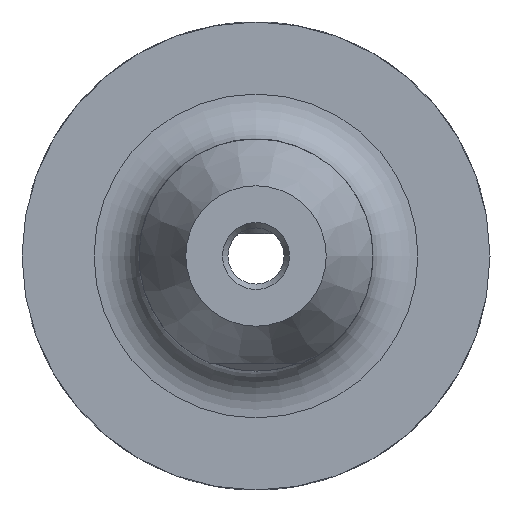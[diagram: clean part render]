
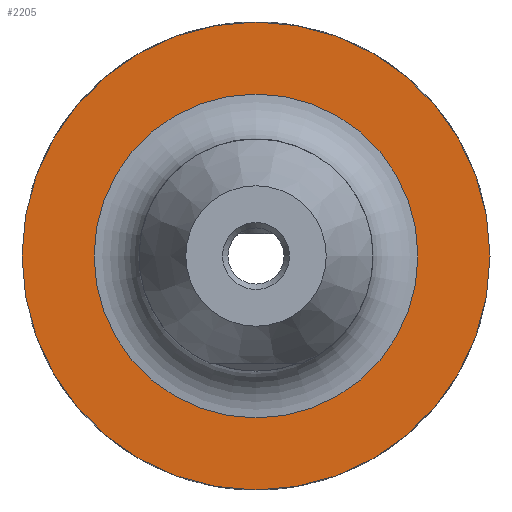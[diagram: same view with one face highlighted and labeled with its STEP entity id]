
A CAD part, left-side view. The second image highlights one B-rep face of the part: STEP entity #2205.
In plain terms, the highlighted planar face has unit normal (-1, 0, 0).
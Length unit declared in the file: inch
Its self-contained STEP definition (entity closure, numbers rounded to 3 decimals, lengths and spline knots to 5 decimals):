
#85=FACE_BOUND('',#385,.T.);
#142=PLANE('',#2440);
#257=FACE_OUTER_BOUND('',#384,.T.);
#384=EDGE_LOOP('',(#1889,#1890));
#385=EDGE_LOOP('',(#1891,#1892));
#774=CIRCLE('',#2438,0.6811);
#775=CIRCLE('',#2439,0.6811);
#776=CIRCLE('',#2441,0.98425);
#777=CIRCLE('',#2442,0.98425);
#993=VERTEX_POINT('',#5014);
#994=VERTEX_POINT('',#5016);
#995=VERTEX_POINT('',#5020);
#996=VERTEX_POINT('',#5021);
#1311=EDGE_CURVE('',#994,#993,#774,.T.);
#1312=EDGE_CURVE('',#993,#994,#775,.T.);
#1313=EDGE_CURVE('',#995,#996,#776,.T.);
#1314=EDGE_CURVE('',#996,#995,#777,.T.);
#1889=ORIENTED_EDGE('',*,*,#1313,.F.);
#1890=ORIENTED_EDGE('',*,*,#1314,.F.);
#1891=ORIENTED_EDGE('',*,*,#1311,.T.);
#1892=ORIENTED_EDGE('',*,*,#1312,.T.);
#2205=ADVANCED_FACE('',(#257,#85),#142,.T.);
#2438=AXIS2_PLACEMENT_3D('',#5017,#2948,#2949);
#2439=AXIS2_PLACEMENT_3D('',#5018,#2950,#2951);
#2440=AXIS2_PLACEMENT_3D('',#5019,#2952,#2953);
#2441=AXIS2_PLACEMENT_3D('',#5022,#2954,#2955);
#2442=AXIS2_PLACEMENT_3D('',#5023,#2956,#2957);
#2948=DIRECTION('center_axis',(1.,0.,0.));
#2949=DIRECTION('ref_axis',(0.,1.,0.));
#2950=DIRECTION('center_axis',(1.,0.,0.));
#2951=DIRECTION('ref_axis',(0.,1.,0.));
#2952=DIRECTION('center_axis',(-1.,0.,0.));
#2953=DIRECTION('ref_axis',(0.,0.,
1.));
#2954=DIRECTION('center_axis',(1.,0.,0.));
#2955=DIRECTION('ref_axis',(0.,1.,0.));
#2956=DIRECTION('center_axis',(1.,0.,0.));
#2957=DIRECTION('ref_axis',(0.,1.,0.));
#5014=CARTESIAN_POINT('',(-0.7575,0.06056,0.64726));
#5016=CARTESIAN_POINT('',(-0.7575,0.74166,-0.03385));
#5017=CARTESIAN_POINT('Origin',(-0.7575,0.06056,-0.03385));
#5018=CARTESIAN_POINT('Origin',(-0.7575,0.06056,-0.03385));
#5019=CARTESIAN_POINT('Origin',(-0.7575,0.89324,-0.03385));
#5020=CARTESIAN_POINT('',(-0.7575,1.04481,-0.03385));
#5021=CARTESIAN_POINT('',(-0.7575,-0.92369,-0.03385));
#5022=CARTESIAN_POINT('Origin',(-0.7575,0.06056,-0.03385));
#5023=CARTESIAN_POINT('Origin',(-0.7575,0.06056,-0.03385));
